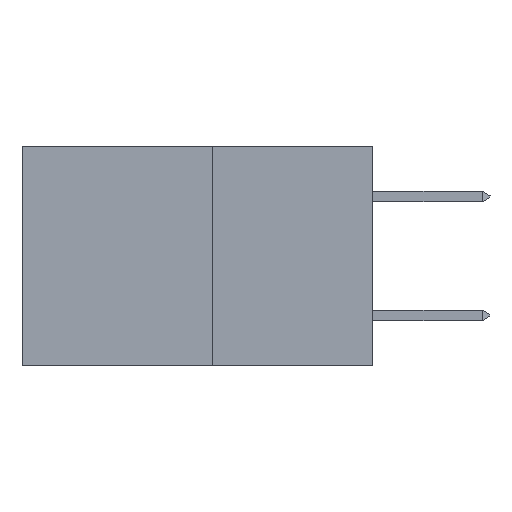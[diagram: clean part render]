
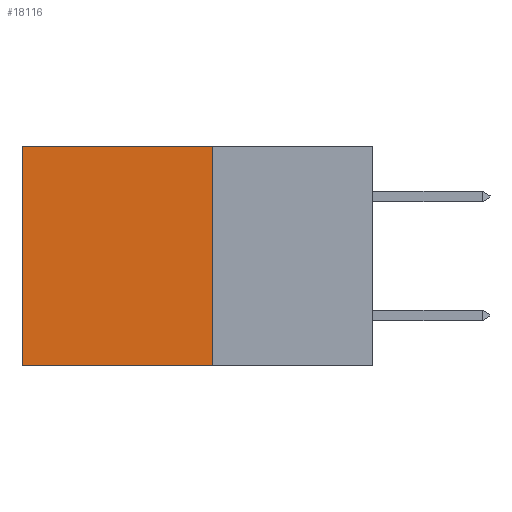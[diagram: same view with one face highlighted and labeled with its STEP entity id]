
A CAD part, left-side view. The second image highlights one B-rep face of the part: STEP entity #18116.
In plain terms, the highlighted planar face has unit normal (-1, 0, 0).
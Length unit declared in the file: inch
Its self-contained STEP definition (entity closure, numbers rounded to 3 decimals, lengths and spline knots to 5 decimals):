
#81 = ORIENTED_EDGE ( 'NONE', *, *, #16228, .F. ) ;
#394 = CARTESIAN_POINT ( 'NONE',  ( 0.277, 0.59, 0. ) ) ;
#912 = CARTESIAN_POINT ( 'NONE',  ( 0.277, 0.59, -0.37 ) ) ;
#1282 = DIRECTION ( 'NONE',  ( 0., 0., -1. ) ) ;
#1553 = CARTESIAN_POINT ( 'NONE',  ( 0.277, 0.27, 0. ) ) ;
#1589 = EDGE_CURVE ( 'NONE', #9617, #3515, #12963, .T. ) ;
#2506 = VECTOR ( 'NONE', #14955, 39.37008 ) ;
#2813 = CARTESIAN_POINT ( 'NONE',  ( 0.277, 0.27, -0.37 ) ) ;
#3515 = VERTEX_POINT ( 'NONE', #394 ) ;
#4247 = CARTESIAN_POINT ( 'NONE',  ( 0.277, 0.27, -0.37 ) ) ;
#5825 = CARTESIAN_POINT ( 'NONE',  ( 0.277, 0.27, -0.37 ) ) ;
#6274 = ORIENTED_EDGE ( 'NONE', *, *, #8979, .T. ) ;
#6577 = AXIS2_PLACEMENT_3D ( 'NONE', #5825, #7621, #19629 ) ;
#7621 = DIRECTION ( 'NONE',  ( 1., 0., 0. ) ) ;
#8757 = VERTEX_POINT ( 'NONE', #9904 ) ;
#8979 = EDGE_CURVE ( 'NONE', #3515, #8757, #14337, .T. ) ;
#9249 = VECTOR ( 'NONE', #1282, 39.37008 ) ;
#9372 = ORIENTED_EDGE ( 'NONE', *, *, #14806, .F. ) ;
#9474 = VECTOR ( 'NONE', #12810, 39.37008 ) ;
#9585 = DIRECTION ( 'NONE',  ( 0., 0., -1. ) ) ;
#9617 = VERTEX_POINT ( 'NONE', #13142 ) ;
#9904 = CARTESIAN_POINT ( 'NONE',  ( 0.277, 0.59, -0.37 ) ) ;
#12810 = DIRECTION ( 'NONE',  ( 0., 1., 0. ) ) ;
#12927 = EDGE_LOOP ( 'NONE', ( #6274, #81, #9372, #13737 ) ) ;
#12963 = LINE ( 'NONE', #1553, #9474 ) ;
#13142 = CARTESIAN_POINT ( 'NONE',  ( 0.277, 0.27, 0. ) ) ;
#13737 = ORIENTED_EDGE ( 'NONE', *, *, #1589, .T. ) ;
#14337 = LINE ( 'NONE', #912, #9249 ) ;
#14391 = PLANE ( 'NONE',  #6577 ) ;
#14806 = EDGE_CURVE ( 'NONE', #9617, #17579, #18551, .T. ) ;
#14955 = DIRECTION ( 'NONE',  ( 0., 1., 0. ) ) ;
#16228 = EDGE_CURVE ( 'NONE', #17579, #8757, #20355, .T. ) ;
#16503 = CARTESIAN_POINT ( 'NONE',  ( 0.277, 0.27, -0.37 ) ) ;
#17226 = FACE_OUTER_BOUND ( 'NONE', #12927, .T. ) ;
#17579 = VERTEX_POINT ( 'NONE', #16503 ) ;
#18033 = VECTOR ( 'NONE', #9585, 39.37008 ) ;
#18116 = ADVANCED_FACE ( 'NONE', ( #17226 ), #14391, .F. ) ;
#18551 = LINE ( 'NONE', #4247, #18033 ) ;
#19629 = DIRECTION ( 'NONE',  ( 0., 0., -1. ) ) ;
#20355 = LINE ( 'NONE', #2813, #2506 ) ;
